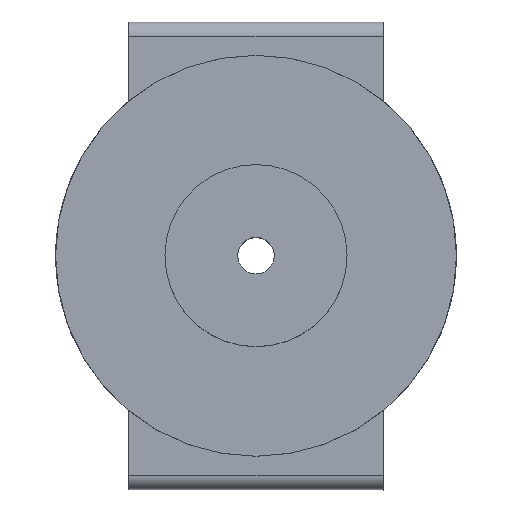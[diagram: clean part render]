
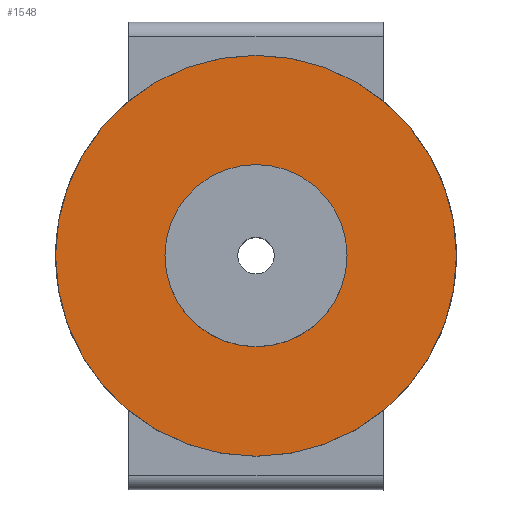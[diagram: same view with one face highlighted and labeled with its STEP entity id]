
A CAD part, top view. The second image highlights one B-rep face of the part: STEP entity #1548.
In plain terms, the highlighted planar face has unit normal (0, 0, 1).
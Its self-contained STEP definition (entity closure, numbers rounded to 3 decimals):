
#321=FACE_BOUND('',#482,.T.);
#396=FACE_OUTER_BOUND('',#481,.T.);
#481=EDGE_LOOP('',(#1414,#1415));
#482=EDGE_LOOP('',(#1416));
#576=CIRCLE('',#1726,12.5);
#579=CIRCLE('',#1734,27.528);
#580=CIRCLE('',#1735,27.528);
#735=VERTEX_POINT('',#2846);
#736=VERTEX_POINT('',#2858);
#737=VERTEX_POINT('',#2859);
#961=EDGE_CURVE('',#735,#735,#576,.T.);
#966=EDGE_CURVE('',#736,#737,#579,.T.);
#967=EDGE_CURVE('',#737,#736,#580,.T.);
#1414=ORIENTED_EDGE('',*,*,#966,.T.);
#1415=ORIENTED_EDGE('',*,*,#967,.T.);
#1416=ORIENTED_EDGE('',*,*,#961,.T.);
#1472=PLANE('',#1733);
#1548=ADVANCED_FACE('',(#396,#321),#1472,.T.);
#1726=AXIS2_PLACEMENT_3D('',#2848,#2187,#2188);
#1733=AXIS2_PLACEMENT_3D('',#2857,#2203,#2204);
#1734=AXIS2_PLACEMENT_3D('',#2860,#2205,#2206);
#1735=AXIS2_PLACEMENT_3D('',#2861,#2207,#2208);
#2187=DIRECTION('center_axis',(0.,0.,
-1.));
#2188=DIRECTION('ref_axis',(0.,1.,0.));
#2203=DIRECTION('center_axis',(0.,0.,
1.));
#2204=DIRECTION('ref_axis',(-1.,0.,0.));
#2205=DIRECTION('center_axis',(0.,0.,
1.));
#2206=DIRECTION('ref_axis',(-0.581,-0.814,0.));
#2207=DIRECTION('center_axis',(0.,0.,
1.));
#2208=DIRECTION('ref_axis',(-0.581,-0.814,0.));
#2846=CARTESIAN_POINT('',(36.471,173.977,-28.872));
#2848=CARTESIAN_POINT('Origin',(36.471,186.477,-28.872));
#2857=CARTESIAN_POINT('Origin',(36.471,158.948,-28.872));
#2858=CARTESIAN_POINT('',(36.471,158.949,-28.872));
#2859=CARTESIAN_POINT('',(36.471,214.005,-28.872));
#2860=CARTESIAN_POINT('Origin',(36.471,186.477,-28.872));
#2861=CARTESIAN_POINT('Origin',(36.471,186.477,-28.872));
